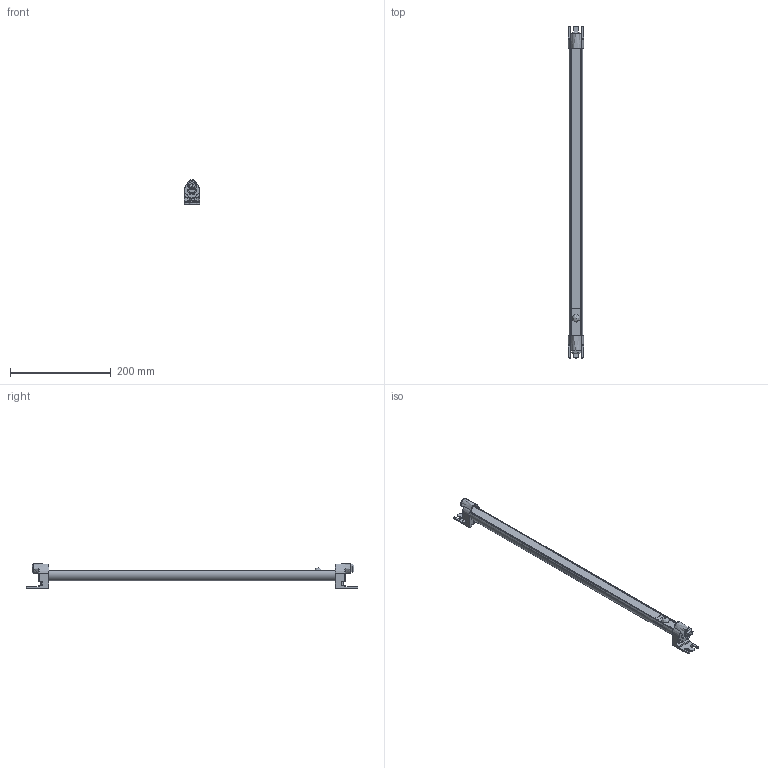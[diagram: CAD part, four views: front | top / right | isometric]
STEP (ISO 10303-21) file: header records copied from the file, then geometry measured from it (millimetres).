
FILE_DESCRIPTION(/* description */ (''),/* implementation_level */ '2;1');
FILE_NAME(/* name */ '01-046-00024-ZSB_LED-10-S-B-M20.stp',/* time_stamp */ '2018-03-13T15:38:36+01:00',/* author */ ('mblecker'),/* organization */ (''),/* preprocessor_version */ 'ST-DEVELOPER v15.6',/* originating_system */ 'Autodesk Inventor 2015',/* authorisation */ '');
FILE_SCHEMA (('AUTOMOTIVE_DESIGN { 1 0 10303 214 3 1 1 }'));
Products named in the file (14): 01-046-00001_Haltewinkel-Magnet_LED_XX-S; NdFeB-M6x8; DIN_6943_M6; NdFeB-MuM6.ipt; ZSB_LED-Sockel_Magnet; 01-046-00008_SP-LED10-S; 01-046-00011_Abdeckung_LED10-S; LED_Platine_230V_500mm; LED-Abdeckung; heyco-1200-1201; Oberteil-151; Unterteil-151; PD-PIR151; 01-046-00024-ZSB_LED-10-S-B-M20
Assembly tree (14 placements, depth 4):
  01-046-00024-ZSB_LED-10-S-B-M20
    ZSB_LED-Sockel_Magnet  x2
      01-046-00001_Haltewinkel-Magnet_LED_XX-S
      NdFeB-MuM6.ipt
        NdFeB-M6x8
        DIN_6943_M6
    01-046-00008_SP-LED10-S
    01-046-00011_Abdeckung_LED10-S
    LED_Platine_230V_500mm
    LED-Abdeckung
    heyco-1200-1201
    PD-PIR151
      Oberteil-151
      Unterteil-151
Bounding box: 30 x 660 x 49.3 mm (x, y, z)
Volume: 135002.7 mm3; surface area: 189532.3 mm2
Topology: 13 solids, 13 shells, 993 faces, 2479 edges, 1647 vertices
Faces by surface type: plane 841, cylinder 123, torus 17, cone 8, bspline 2, sphere 2
Full cylindrical faces by diameter (mm): 2.5 x2, 4.5 x2, 6 x4, 13 x3, 14 x2, 14.2 x2, 15 x1, 16 x2, 17.5 x2, 20 x2
Entity records: 26990 total; most frequent: CARTESIAN_POINT 4892, ORIENTED_EDGE 4336, DIRECTION 4144, EDGE_CURVE 2168, LINE 1950, VECTOR 1950, VERTEX_POINT 1453, AXIS2_PLACEMENT_3D 1097
